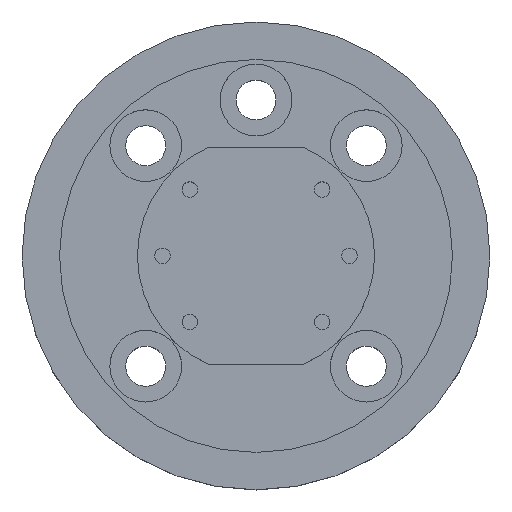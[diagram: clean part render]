
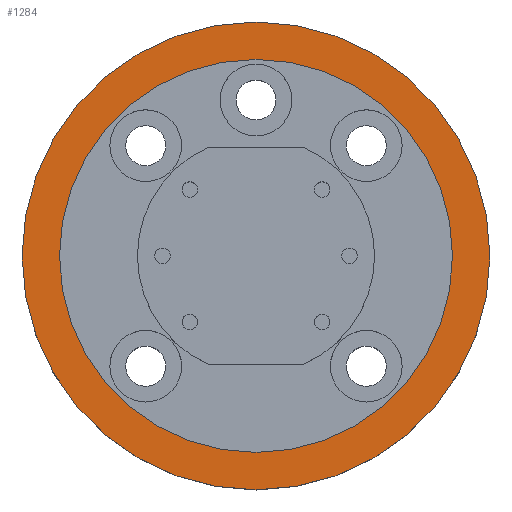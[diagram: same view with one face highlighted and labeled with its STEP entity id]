
A CAD part, top view. The second image highlights one B-rep face of the part: STEP entity #1284.
In plain terms, the highlighted planar face has unit normal (0, 0, 1).
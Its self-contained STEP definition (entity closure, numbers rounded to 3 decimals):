
#801 = CYLINDRICAL_SURFACE('',#802,37.5);
#802 = AXIS2_PLACEMENT_3D('',#803,#804,#805);
#803 = CARTESIAN_POINT('',(0.,0.,0.));
#804 = DIRECTION('',(0.,0.,-1.));
#805 = DIRECTION('',(1.,0.,0.));
#854 = PLANE('',#855);
#855 = AXIS2_PLACEMENT_3D('',#856,#857,#858);
#856 = CARTESIAN_POINT('',(0.,2.386,9.));
#857 = DIRECTION('',(0.,0.,1.));
#858 = DIRECTION('',(1.,0.,0.));
#1072 = VERTEX_POINT('',#1073);
#1073 = CARTESIAN_POINT('',(37.5,0.,9.));
#1096 = EDGE_CURVE('',#1072,#1072,#1097,.T.);
#1097 = SURFACE_CURVE('',#1098,(#1103,#1110),.PCURVE_S1.);
#1098 = CIRCLE('',#1099,37.5);
#1099 = AXIS2_PLACEMENT_3D('',#1100,#1101,#1102);
#1100 = CARTESIAN_POINT('',(0.,0.,9.));
#1101 = DIRECTION('',(0.,0.,-1.));
#1102 = DIRECTION('',(1.,0.,0.));
#1103 = PCURVE('',#801,#1104);
#1104 = DEFINITIONAL_REPRESENTATION('',(#1105),#1109);
#1105 = LINE('',#1106,#1107);
#1106 = CARTESIAN_POINT('',(0.,-9.));
#1107 = VECTOR('',#1108,1.);
#1108 = DIRECTION('',(1.,0.));
#1109 = ( GEOMETRIC_REPRESENTATION_CONTEXT(2) 
PARAMETRIC_REPRESENTATION_CONTEXT() REPRESENTATION_CONTEXT('2D SPACE',''
  ) );
#1110 = PCURVE('',#1111,#1116);
#1111 = PLANE('',#1112);
#1112 = AXIS2_PLACEMENT_3D('',#1113,#1114,#1115);
#1113 = CARTESIAN_POINT('',(0.,2.386,9.));
#1114 = DIRECTION('',(0.,0.,1.));
#1115 = DIRECTION('',(1.,0.,0.));
#1116 = DEFINITIONAL_REPRESENTATION('',(#1117),#1125);
#1117 = ( BOUNDED_CURVE() B_SPLINE_CURVE(2,(#1118,#1119,#1120,#1121,
#1122,#1123,#1124),.UNSPECIFIED.,.T.,.F.) B_SPLINE_CURVE_WITH_KNOTS((1,2
    ,2,2,2,1),(-2.094,0.,2.094,4.189,
6.283,8.378),.UNSPECIFIED.) CURVE() 
GEOMETRIC_REPRESENTATION_ITEM() RATIONAL_B_SPLINE_CURVE((1.,0.5,1.,0.5,
1.,0.5,1.)) REPRESENTATION_ITEM('') );
#1118 = CARTESIAN_POINT('',(37.5,-2.386));
#1119 = CARTESIAN_POINT('',(37.5,-67.338));
#1120 = CARTESIAN_POINT('',(-18.75,-34.862));
#1121 = CARTESIAN_POINT('',(-75.,-2.386));
#1122 = CARTESIAN_POINT('',(-18.75,30.09));
#1123 = CARTESIAN_POINT('',(37.5,62.566));
#1124 = CARTESIAN_POINT('',(37.5,-2.386));
#1125 = ( GEOMETRIC_REPRESENTATION_CONTEXT(2) 
PARAMETRIC_REPRESENTATION_CONTEXT() REPRESENTATION_CONTEXT('2D SPACE',''
  ) );
#1130 = EDGE_CURVE('',#1131,#1131,#1133,.T.);
#1131 = VERTEX_POINT('',#1132);
#1132 = CARTESIAN_POINT('',(31.5,0.,9.));
#1133 = SURFACE_CURVE('',#1134,(#1139,#1146),.PCURVE_S1.);
#1134 = CIRCLE('',#1135,31.5);
#1135 = AXIS2_PLACEMENT_3D('',#1136,#1137,#1138);
#1136 = CARTESIAN_POINT('',(0.,0.,9.));
#1137 = DIRECTION('',(0.,0.,1.));
#1138 = DIRECTION('',(1.,0.,0.));
#1139 = PCURVE('',#854,#1140);
#1140 = DEFINITIONAL_REPRESENTATION('',(#1141),#1145);
#1141 = CIRCLE('',#1142,31.5);
#1142 = AXIS2_PLACEMENT_2D('',#1143,#1144);
#1143 = CARTESIAN_POINT('',(0.,-2.386));
#1144 = DIRECTION('',(1.,0.));
#1145 = ( GEOMETRIC_REPRESENTATION_CONTEXT(2) 
PARAMETRIC_REPRESENTATION_CONTEXT() REPRESENTATION_CONTEXT('2D SPACE',''
  ) );
#1146 = PCURVE('',#1111,#1147);
#1147 = DEFINITIONAL_REPRESENTATION('',(#1148),#1152);
#1148 = CIRCLE('',#1149,31.5);
#1149 = AXIS2_PLACEMENT_2D('',#1150,#1151);
#1150 = CARTESIAN_POINT('',(0.,-2.386));
#1151 = DIRECTION('',(1.,0.));
#1152 = ( GEOMETRIC_REPRESENTATION_CONTEXT(2) 
PARAMETRIC_REPRESENTATION_CONTEXT() REPRESENTATION_CONTEXT('2D SPACE',''
  ) );
#1284 = ADVANCED_FACE('',(#1285,#1288),#1111,.T.);
#1285 = FACE_BOUND('',#1286,.T.);
#1286 = EDGE_LOOP('',(#1287));
#1287 = ORIENTED_EDGE('',*,*,#1096,.F.);
#1288 = FACE_BOUND('',#1289,.T.);
#1289 = EDGE_LOOP('',(#1290));
#1290 = ORIENTED_EDGE('',*,*,#1130,.F.);
